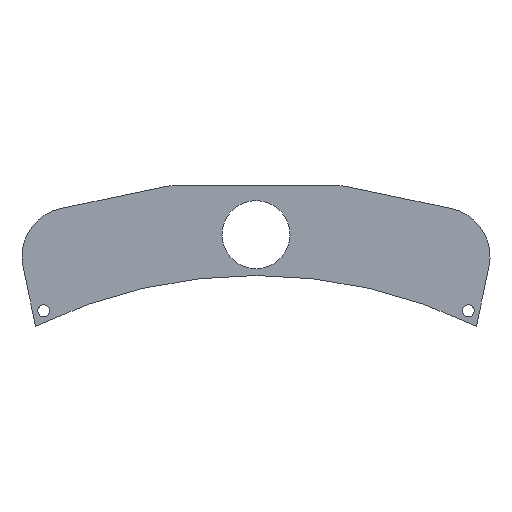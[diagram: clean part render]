
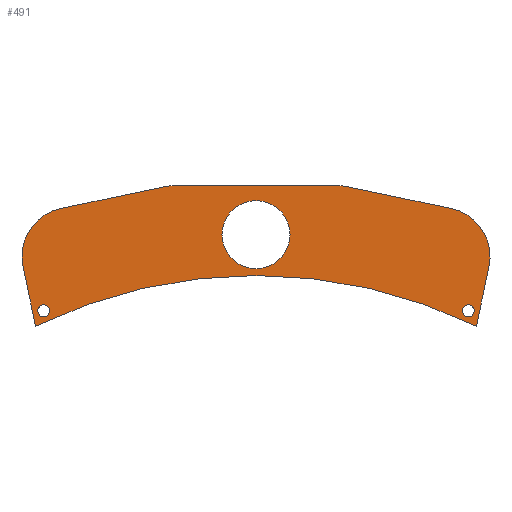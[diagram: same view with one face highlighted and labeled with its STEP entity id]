
A CAD part, top view. The second image highlights one B-rep face of the part: STEP entity #491.
In plain terms, the highlighted planar face has unit normal (0, 0, 1).
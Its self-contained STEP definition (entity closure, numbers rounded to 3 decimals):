
#52 = VERTEX_POINT('',#53);
#53 = CARTESIAN_POINT('',(2.511,0.006,0.411));
#59 = EDGE_CURVE('',#52,#60,#62,.T.);
#60 = VERTEX_POINT('',#61);
#61 = CARTESIAN_POINT('',(0.199,10.987,0.411));
#62 = LINE('',#63,#64);
#63 = CARTESIAN_POINT('',(2.511,0.006,0.411));
#64 = VECTOR('',#65,1.);
#65 = DIRECTION('',(-0.206,0.979,0.));
#90 = EDGE_CURVE('',#60,#91,#93,.T.);
#91 = VERTEX_POINT('',#92);
#92 = CARTESIAN_POINT('',(7.152,21.648,0.411));
#93 = CIRCLE('',#94,9.);
#94 = AXIS2_PLACEMENT_3D('',#95,#96,#97);
#95 = CARTESIAN_POINT('',(9.006,12.841,0.411));
#96 = DIRECTION('',(0.,0.,-1.));
#97 = DIRECTION('',(-0.979,-0.206,0.));
#123 = EDGE_CURVE('',#91,#124,#126,.T.);
#124 = VERTEX_POINT('',#125);
#125 = CARTESIAN_POINT('',(26.152,25.648,0.411));
#126 = LINE('',#127,#128);
#127 = CARTESIAN_POINT('',(7.152,21.648,0.411));
#128 = VECTOR('',#129,1.);
#129 = DIRECTION('',(0.979,0.206,0.));
#154 = EDGE_CURVE('',#124,#155,#157,.T.);
#155 = VERTEX_POINT('',#156);
#156 = CARTESIAN_POINT('',(28.006,25.841,0.411));
#157 = CIRCLE('',#158,8.932);
#158 = AXIS2_PLACEMENT_3D('',#159,#160,#161);
#159 = CARTESIAN_POINT('',(27.999,16.909,0.411));
#160 = DIRECTION('',(0.,0.,-1.));
#161 = DIRECTION('',(-0.207,0.978,0.));
#187 = EDGE_CURVE('',#155,#188,#190,.T.);
#188 = VERTEX_POINT('',#189);
#189 = CARTESIAN_POINT('',(58.006,25.841,0.411));
#190 = LINE('',#191,#192);
#191 = CARTESIAN_POINT('',(28.006,25.841,0.411));
#192 = VECTOR('',#193,1.);
#193 = DIRECTION('',(1.,0.,0.));
#218 = EDGE_CURVE('',#188,#219,#221,.T.);
#219 = VERTEX_POINT('',#220);
#220 = CARTESIAN_POINT('',(59.86,25.648,0.411));
#221 = CIRCLE('',#222,8.932);
#222 = AXIS2_PLACEMENT_3D('',#223,#224,#225);
#223 = CARTESIAN_POINT('',(58.013,16.909,0.411));
#224 = DIRECTION('',(0.,0.,-1.));
#225 = DIRECTION('',(-0.001,1.,0.));
#251 = EDGE_CURVE('',#219,#252,#254,.T.);
#252 = VERTEX_POINT('',#253);
#253 = CARTESIAN_POINT('',(78.86,21.648,0.411));
#254 = LINE('',#255,#256);
#255 = CARTESIAN_POINT('',(59.86,25.648,0.411));
#256 = VECTOR('',#257,1.);
#257 = DIRECTION('',(0.979,-0.206,0.));
#282 = EDGE_CURVE('',#252,#283,#285,.T.);
#283 = VERTEX_POINT('',#284);
#284 = CARTESIAN_POINT('',(85.813,10.987,0.411));
#285 = CIRCLE('',#286,8.998);
#286 = AXIS2_PLACEMENT_3D('',#287,#288,#289);
#287 = CARTESIAN_POINT('',(77.008,12.842,0.411));
#288 = DIRECTION('',(0.,0.,-1.));
#289 = DIRECTION('',(0.206,0.979,0.));
#315 = EDGE_CURVE('',#283,#316,#318,.T.);
#316 = VERTEX_POINT('',#317);
#317 = CARTESIAN_POINT('',(83.501,0.006,0.411)
  );
#318 = LINE('',#319,#320);
#319 = CARTESIAN_POINT('',(85.813,10.987,0.411));
#320 = VECTOR('',#321,1.);
#321 = DIRECTION('',(-0.206,-0.979,0.));
#346 = EDGE_CURVE('',#316,#52,#347,.T.);
#347 = CIRCLE('',#348,92.501);
#348 = AXIS2_PLACEMENT_3D('',#349,#350,#351);
#349 = CARTESIAN_POINT('',(43.006,-83.16,0.411));
#350 = DIRECTION('',(0.,0.,1.));
#351 = DIRECTION('',(0.438,0.899,0.));
#372 = VERTEX_POINT('',#373);
#373 = CARTESIAN_POINT('',(5.106,2.841,0.411));
#379 = EDGE_CURVE('',#372,#372,#380,.T.);
#380 = CIRCLE('',#381,1.1);
#381 = AXIS2_PLACEMENT_3D('',#382,#383,#384);
#382 = CARTESIAN_POINT('',(4.006,2.841,0.411));
#383 = DIRECTION('',(0.,0.,1.));
#384 = DIRECTION('',(1.,0.,0.));
#405 = VERTEX_POINT('',#406);
#406 = CARTESIAN_POINT('',(83.106,2.841,0.411));
#412 = EDGE_CURVE('',#405,#405,#413,.T.);
#413 = CIRCLE('',#414,1.1);
#414 = AXIS2_PLACEMENT_3D('',#415,#416,#417);
#415 = CARTESIAN_POINT('',(82.006,2.841,0.411));
#416 = DIRECTION('',(0.,0.,1.));
#417 = DIRECTION('',(1.,0.,0.));
#438 = VERTEX_POINT('',#439);
#439 = CARTESIAN_POINT('',(49.256,16.841,0.411));
#445 = EDGE_CURVE('',#438,#438,#446,.T.);
#446 = CIRCLE('',#447,6.25);
#447 = AXIS2_PLACEMENT_3D('',#448,#449,#450);
#448 = CARTESIAN_POINT('',(43.006,16.841,0.411));
#449 = DIRECTION('',(0.,0.,1.));
#450 = DIRECTION('',(1.,0.,0.));
#491 = ADVANCED_FACE('',(#492,#504,#507,#510),#513,.T.);
#492 = FACE_BOUND('',#493,.F.);
#493 = EDGE_LOOP('',(#494,#495,#496,#497,#498,#499,#500,#501,#502,#503)
  );
#494 = ORIENTED_EDGE('',*,*,#59,.T.);
#495 = ORIENTED_EDGE('',*,*,#90,.T.);
#496 = ORIENTED_EDGE('',*,*,#123,.T.);
#497 = ORIENTED_EDGE('',*,*,#154,.T.);
#498 = ORIENTED_EDGE('',*,*,#187,.T.);
#499 = ORIENTED_EDGE('',*,*,#218,.T.);
#500 = ORIENTED_EDGE('',*,*,#251,.T.);
#501 = ORIENTED_EDGE('',*,*,#282,.T.);
#502 = ORIENTED_EDGE('',*,*,#315,.T.);
#503 = ORIENTED_EDGE('',*,*,#346,.T.);
#504 = FACE_BOUND('',#505,.T.);
#505 = EDGE_LOOP('',(#506));
#506 = ORIENTED_EDGE('',*,*,#379,.F.);
#507 = FACE_BOUND('',#508,.T.);
#508 = EDGE_LOOP('',(#509));
#509 = ORIENTED_EDGE('',*,*,#412,.F.);
#510 = FACE_BOUND('',#511,.T.);
#511 = EDGE_LOOP('',(#512));
#512 = ORIENTED_EDGE('',*,*,#445,.F.);
#513 = PLANE('',#514);
#514 = AXIS2_PLACEMENT_3D('',#515,#516,#517);
#515 = CARTESIAN_POINT('',(2.511,0.006,0.411));
#516 = DIRECTION('',(0.,0.,1.));
#517 = DIRECTION('',(1.,0.,0.));
